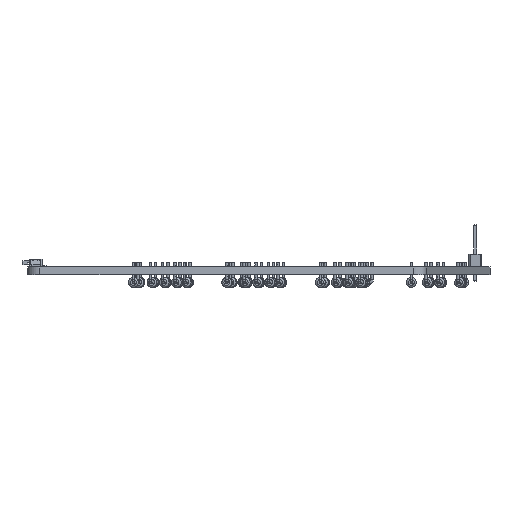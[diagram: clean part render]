
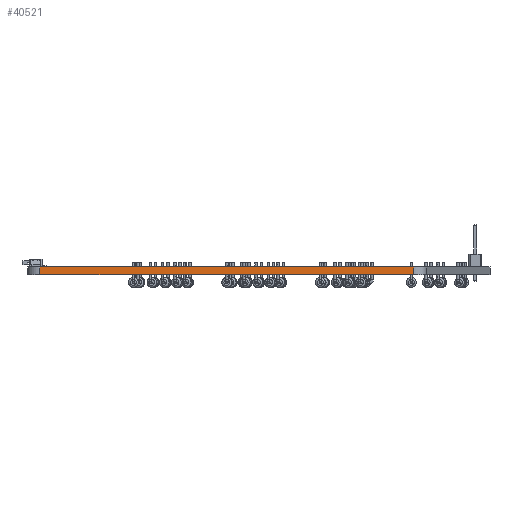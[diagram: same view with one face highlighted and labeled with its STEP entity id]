
A CAD part, left-side view. The second image highlights one B-rep face of the part: STEP entity #40521.
In plain terms, the highlighted planar face has unit normal (-1, 0, 0).
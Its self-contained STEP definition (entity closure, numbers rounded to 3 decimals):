
#15696 = PLANE('',#15697);
#15697 = AXIS2_PLACEMENT_3D('',#15698,#15699,#15700);
#15698 = CARTESIAN_POINT('',(0.,3.876,1.6));
#15699 = DIRECTION('',(0.,0.,1.));
#15700 = DIRECTION('',(1.,0.,0.));
#15750 = PLANE('',#15751);
#15751 = AXIS2_PLACEMENT_3D('',#15752,#15753,#15754);
#15752 = CARTESIAN_POINT('',(0.,3.876,0.)
  );
#15753 = DIRECTION('',(0.,0.,1.));
#15754 = DIRECTION('',(1.,0.,0.));
#15947 = VERTEX_POINT('',#15948);
#15948 = CARTESIAN_POINT('',(-130.5,44.45,0.));
#15963 = CYLINDRICAL_SURFACE('',#15964,2.5);
#15964 = AXIS2_PLACEMENT_3D('',#15965,#15966,#15967);
#15965 = CARTESIAN_POINT('',(-128.,44.45,0.));
#15966 = DIRECTION('',(0.,0.,-1.));
#15967 = DIRECTION('',(1.,0.,0.));
#15975 = EDGE_CURVE('',#15947,#15976,#15978,.T.);
#15976 = VERTEX_POINT('',#15977);
#15977 = CARTESIAN_POINT('',(-130.5,-31.55,0.));
#15978 = SURFACE_CURVE('',#15979,(#15983,#15990),.PCURVE_S1.);
#15979 = LINE('',#15980,#15981);
#15980 = CARTESIAN_POINT('',(-130.5,44.45,0.));
#15981 = VECTOR('',#15982,1.);
#15982 = DIRECTION('',(0.,-1.,0.));
#15983 = PCURVE('',#15750,#15984);
#15984 = DEFINITIONAL_REPRESENTATION('',(#15985),#15989);
#15985 = LINE('',#15986,#15987);
#15986 = CARTESIAN_POINT('',(-130.5,40.574));
#15987 = VECTOR('',#15988,1.);
#15988 = DIRECTION('',(0.,-1.));
#15989 = ( GEOMETRIC_REPRESENTATION_CONTEXT(2) 
PARAMETRIC_REPRESENTATION_CONTEXT() REPRESENTATION_CONTEXT('2D SPACE',''
  ) );
#15990 = PCURVE('',#15991,#15996);
#15991 = PLANE('',#15992);
#15992 = AXIS2_PLACEMENT_3D('',#15993,#15994,#15995);
#15993 = CARTESIAN_POINT('',(-130.5,44.45,0.));
#15994 = DIRECTION('',(1.,0.,0.));
#15995 = DIRECTION('',(0.,-1.,0.));
#15996 = DEFINITIONAL_REPRESENTATION('',(#15997),#16001);
#15997 = LINE('',#15998,#15999);
#15998 = CARTESIAN_POINT('',(0.,0.));
#15999 = VECTOR('',#16000,1.);
#16000 = DIRECTION('',(1.,0.));
#16001 = ( GEOMETRIC_REPRESENTATION_CONTEXT(2) 
PARAMETRIC_REPRESENTATION_CONTEXT() REPRESENTATION_CONTEXT('2D SPACE',''
  ) );
#16020 = CYLINDRICAL_SURFACE('',#16021,2.5);
#16021 = AXIS2_PLACEMENT_3D('',#16022,#16023,#16024);
#16022 = CARTESIAN_POINT('',(-128.,-31.55,0.));
#16023 = DIRECTION('',(0.,0.,-1.));
#16024 = DIRECTION('',(1.,0.,0.));
#29259 = VERTEX_POINT('',#29260);
#29260 = CARTESIAN_POINT('',(-130.5,44.45,1.6));
#29282 = EDGE_CURVE('',#29259,#29283,#29285,.T.);
#29283 = VERTEX_POINT('',#29284);
#29284 = CARTESIAN_POINT('',(-130.5,-31.55,1.6));
#29285 = SURFACE_CURVE('',#29286,(#29290,#29297),.PCURVE_S1.);
#29286 = LINE('',#29287,#29288);
#29287 = CARTESIAN_POINT('',(-130.5,44.45,1.6));
#29288 = VECTOR('',#29289,1.);
#29289 = DIRECTION('',(0.,-1.,0.));
#29290 = PCURVE('',#15696,#29291);
#29291 = DEFINITIONAL_REPRESENTATION('',(#29292),#29296);
#29292 = LINE('',#29293,#29294);
#29293 = CARTESIAN_POINT('',(-130.5,40.574));
#29294 = VECTOR('',#29295,1.);
#29295 = DIRECTION('',(0.,-1.));
#29296 = ( GEOMETRIC_REPRESENTATION_CONTEXT(2) 
PARAMETRIC_REPRESENTATION_CONTEXT() REPRESENTATION_CONTEXT('2D SPACE',''
  ) );
#29297 = PCURVE('',#15991,#29298);
#29298 = DEFINITIONAL_REPRESENTATION('',(#29299),#29303);
#29299 = LINE('',#29300,#29301);
#29300 = CARTESIAN_POINT('',(0.,-1.6));
#29301 = VECTOR('',#29302,1.);
#29302 = DIRECTION('',(1.,0.));
#29303 = ( GEOMETRIC_REPRESENTATION_CONTEXT(2) 
PARAMETRIC_REPRESENTATION_CONTEXT() REPRESENTATION_CONTEXT('2D SPACE',''
  ) );
#40473 = EDGE_CURVE('',#15947,#29259,#40474,.T.);
#40474 = SURFACE_CURVE('',#40475,(#40479,#40486),.PCURVE_S1.);
#40475 = LINE('',#40476,#40477);
#40476 = CARTESIAN_POINT('',(-130.5,44.45,0.));
#40477 = VECTOR('',#40478,1.);
#40478 = DIRECTION('',(0.,0.,1.));
#40479 = PCURVE('',#15963,#40480);
#40480 = DEFINITIONAL_REPRESENTATION('',(#40481),#40485);
#40481 = LINE('',#40482,#40483);
#40482 = CARTESIAN_POINT('',(-3.142,0.));
#40483 = VECTOR('',#40484,1.);
#40484 = DIRECTION('',(0.,-1.));
#40485 = ( GEOMETRIC_REPRESENTATION_CONTEXT(2) 
PARAMETRIC_REPRESENTATION_CONTEXT() REPRESENTATION_CONTEXT('2D SPACE',''
  ) );
#40486 = PCURVE('',#15991,#40487);
#40487 = DEFINITIONAL_REPRESENTATION('',(#40488),#40492);
#40488 = LINE('',#40489,#40490);
#40489 = CARTESIAN_POINT('',(0.,0.));
#40490 = VECTOR('',#40491,1.);
#40491 = DIRECTION('',(0.,-1.));
#40492 = ( GEOMETRIC_REPRESENTATION_CONTEXT(2) 
PARAMETRIC_REPRESENTATION_CONTEXT() REPRESENTATION_CONTEXT('2D SPACE',''
  ) );
#40521 = ADVANCED_FACE('',(#40522),#15991,.F.);
#40522 = FACE_BOUND('',#40523,.F.);
#40523 = EDGE_LOOP('',(#40524,#40525,#40526,#40547));
#40524 = ORIENTED_EDGE('',*,*,#40473,.T.);
#40525 = ORIENTED_EDGE('',*,*,#29282,.T.);
#40526 = ORIENTED_EDGE('',*,*,#40527,.F.);
#40527 = EDGE_CURVE('',#15976,#29283,#40528,.T.);
#40528 = SURFACE_CURVE('',#40529,(#40533,#40540),.PCURVE_S1.);
#40529 = LINE('',#40530,#40531);
#40530 = CARTESIAN_POINT('',(-130.5,-31.55,0.));
#40531 = VECTOR('',#40532,1.);
#40532 = DIRECTION('',(0.,0.,1.));
#40533 = PCURVE('',#15991,#40534);
#40534 = DEFINITIONAL_REPRESENTATION('',(#40535),#40539);
#40535 = LINE('',#40536,#40537);
#40536 = CARTESIAN_POINT('',(76.,0.));
#40537 = VECTOR('',#40538,1.);
#40538 = DIRECTION('',(0.,-1.));
#40539 = ( GEOMETRIC_REPRESENTATION_CONTEXT(2) 
PARAMETRIC_REPRESENTATION_CONTEXT() REPRESENTATION_CONTEXT('2D SPACE',''
  ) );
#40540 = PCURVE('',#16020,#40541);
#40541 = DEFINITIONAL_REPRESENTATION('',(#40542),#40546);
#40542 = LINE('',#40543,#40544);
#40543 = CARTESIAN_POINT('',(-3.142,0.));
#40544 = VECTOR('',#40545,1.);
#40545 = DIRECTION('',(0.,-1.));
#40546 = ( GEOMETRIC_REPRESENTATION_CONTEXT(2) 
PARAMETRIC_REPRESENTATION_CONTEXT() REPRESENTATION_CONTEXT('2D SPACE',''
  ) );
#40547 = ORIENTED_EDGE('',*,*,#15975,.F.);
